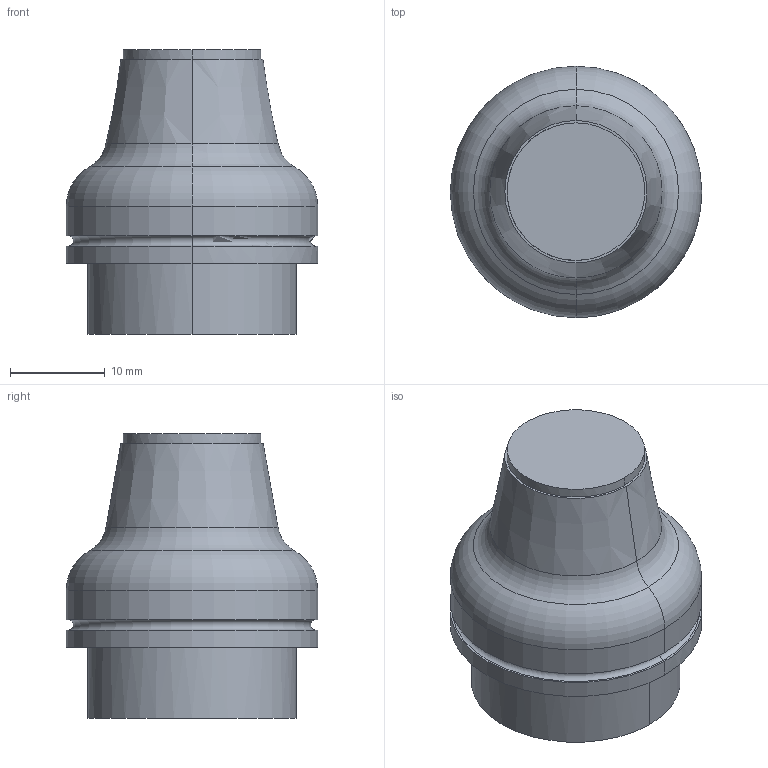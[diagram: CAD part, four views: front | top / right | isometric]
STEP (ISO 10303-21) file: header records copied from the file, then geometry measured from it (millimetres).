
FILE_DESCRIPTION(('CATIA V5 STEP Exchange'),'2;1');
FILE_NAME('XACB9112.stp','2022-12-13T15:04:33+00:00',('none'),('none'),'CATIA Version 5-6 Release 2018','CATIA V5 STEP AP203','none');
FILE_SCHEMA(('CONFIG_CONTROL_DESIGN'));
Length unit declared in the file: millimetre
Products named in the file (1): XACB9112
Bounding box: 26.5 x 26.5 x 30 mm (x, y, z)
Volume: 10971.5 mm3; surface area: 3255.6 mm2
Topology: 2 solids, 2 shells, 23 faces, 44 edges, 28 vertices
Faces by surface type: cylinder 8, plane 7, torus 6, cone 2
Entity records: 686 total; most frequent: CARTESIAN_POINT 204, ORIENTED_EDGE 88, DIRECTION 77, AXIS2_PLACEMENT_3D 49, EDGE_CURVE 44, CIRCLE 29, VERTEX_POINT 28, EDGE_LOOP 26
